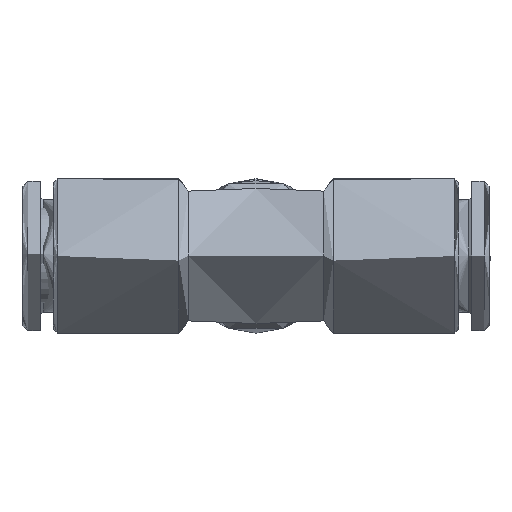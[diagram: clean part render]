
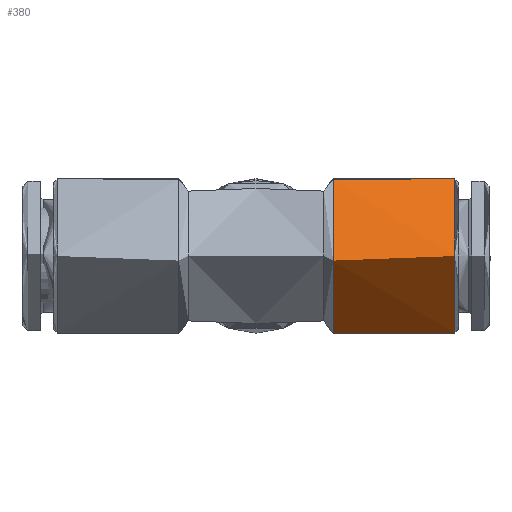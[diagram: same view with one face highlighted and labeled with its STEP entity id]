
A CAD part, front view. The second image highlights one B-rep face of the part: STEP entity #380.
In plain terms, the highlighted cylindrical face has radius 8 mm (diameter 16 mm), a full revolution.
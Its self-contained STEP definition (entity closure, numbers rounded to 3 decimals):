
#380 = ADVANCED_FACE( 'NONE', ( #1336, #1337 ), #1338, .T. );
#1336 = FACE_OUTER_BOUND( '', #9423, .T. );
#1337 = FACE_OUTER_BOUND( '', #9424, .T. );
#1338 = CYLINDRICAL_SURFACE( '', #9425, 8. );
#9423 = EDGE_LOOP( '', ( #17431, #17432, #17433, #17434 ) );
#9424 = EDGE_LOOP( '', ( #17435 ) );
#9425 = AXIS2_PLACEMENT_3D( '', #17436, #17437, #17438 );
#17431 = ORIENTED_EDGE( '', *, *, #20408, .F. );
#17432 = ORIENTED_EDGE( '', *, *, #19594, .F. );
#17433 = ORIENTED_EDGE( '', *, *, #19355, .F. );
#17434 = ORIENTED_EDGE( '', *, *, #20409, .T. );
#17435 = ORIENTED_EDGE( '', *, *, #19436, .T. );
#17436 = CARTESIAN_POINT( '', ( 0., -23., 0.001 ) );
#17437 = DIRECTION( '', ( 1., 0., 0. ) );
#17438 = DIRECTION( '', ( 0., 0.001, -1. ) );
#19355 = EDGE_CURVE( 'NONE', #20895, #20897, #20898, .T. );
#19436 = EDGE_CURVE( 'NONE', #21056, #21056, #21057, .T. );
#19594 = EDGE_CURVE( 'NONE', #20897, #21361, #21362, .T. );
#20408 = EDGE_CURVE( 'NONE', #21361, #22737, #22738, .T. );
#20409 = EDGE_CURVE( 'NONE', #20895, #22737, #22739, .T. );
#20895 = VERTEX_POINT( 'NONE', #24106 );
#20897 = VERTEX_POINT( 'NONE', #24109 );
#20898 = B_SPLINE_CURVE_WITH_KNOTS( '', 3, ( #24110, #24111, #24112, #24113, #24114, #24115, #24116, #24117, #24118, #24119, #24120, #24121, #24122 ), .UNSPECIFIED., .F., .F., ( 4, 1, 1, 1, 1, 1, 1, 1, 1, 1, 4 ), ( 0., 0.062, 0.125, 0.187, 0.249, 0.373, 0.499, 0.624, 0.75, 0.875, 1. ), .UNSPECIFIED. );
#21056 = VERTEX_POINT( '', #24684 );
#21057 = CIRCLE( '', #24685, 8. );
#21361 = VERTEX_POINT( 'NONE', #25775 );
#21362 = ( BOUNDED_CURVE(  )B_SPLINE_CURVE( 3, ( #25778, #25779, #25780, #25781 ), .UNSPECIFIED., .F., .F. )B_SPLINE_CURVE_WITH_KNOTS( ( 4, 4 ), ( 4.487, 4.535 ), .UNSPECIFIED. )CURVE(  )GEOMETRIC_REPRESENTATION_ITEM(  )RATIONAL_B_SPLINE_CURVE( ( 1., 1., 1., 1. ) )REPRESENTATION_ITEM( '' ) );
#22737 = VERTEX_POINT( 'NONE', #31413 );
#22738 = CIRCLE( '', #31414, 8. );
#22739 = ( BOUNDED_CURVE(  )B_SPLINE_CURVE( 3, ( #31417, #31418, #31419, #31420 ), .UNSPECIFIED., .F., .F. )B_SPLINE_CURVE_WITH_KNOTS( ( 4, 4 ), ( 4.487, 4.535 ), .UNSPECIFIED. )CURVE(  )GEOMETRIC_REPRESENTATION_ITEM(  )RATIONAL_B_SPLINE_CURVE( ( 1., 1., 1., 1. ) )REPRESENTATION_ITEM( '' ) );
#24106 = CARTESIAN_POINT( '', ( 10.146, -15.204, 1.795 ) );
#24109 = CARTESIAN_POINT( '', ( 10.146, -15.202, -1.783 ) );
#24110 = CARTESIAN_POINT( '', ( 10.146, -15.204, 1.795 ) );
#24111 = CARTESIAN_POINT( '', ( 10.142, -15.187, 1.722 ) );
#24112 = CARTESIAN_POINT( '', ( 10.134, -15.155, 1.576 ) );
#24113 = CARTESIAN_POINT( '', ( 10.125, -15.114, 1.355 ) );
#24114 = CARTESIAN_POINT( '', ( 10.117, -15.079, 1.133 ) );
#24115 = CARTESIAN_POINT( '', ( 10.108, -15.041, 0.836 ) );
#24116 = CARTESIAN_POINT( '', ( 10.102, -15.009, 0.462 ) );
#24117 = CARTESIAN_POINT( '', ( 10.099, -14.996, 0.011 ) );
#24118 = CARTESIAN_POINT( '', ( 10.102, -15.008, -0.442 ) );
#24119 = CARTESIAN_POINT( '', ( 10.11, -15.046, -0.894 ) );
#24120 = CARTESIAN_POINT( '', ( 10.123, -15.108, -1.342 ) );
#24121 = CARTESIAN_POINT( '', ( 10.138, -15.17, -1.636 ) );
#24122 = CARTESIAN_POINT( '', ( 10.146, -15.202, -1.783 ) );
#24684 = CARTESIAN_POINT( '', ( 20.6, -22.995, -7.999 ) );
#24685 = AXIS2_PLACEMENT_3D( '', #33108, #33109, #33110 );
#25775 = CARTESIAN_POINT( '', ( 8., -15.124, -1.405 ) );
#25778 = CARTESIAN_POINT( '', ( 10.146, -15.202, -1.783 ) );
#25779 = CARTESIAN_POINT( '', ( 9.434, -15.173, -1.658 ) );
#25780 = CARTESIAN_POINT( '', ( 8.719, -15.147, -1.532 ) );
#25781 = CARTESIAN_POINT( '', ( 8., -15.124, -1.405 ) );
#31413 = CARTESIAN_POINT( '', ( 8., -15.126, 1.416 ) );
#31414 = AXIS2_PLACEMENT_3D( '', #33936, #33937, #33938 );
#31417 = CARTESIAN_POINT( '', ( 10.146, -15.204, 1.795 ) );
#31418 = CARTESIAN_POINT( '', ( 9.434, -15.175, 1.669 ) );
#31419 = CARTESIAN_POINT( '', ( 8.719, -15.149, 1.543 ) );
#31420 = CARTESIAN_POINT( '', ( 8., -15.126, 1.416 ) );
#33108 = CARTESIAN_POINT( '', ( 20.6, -23., 0.001 ) );
#33109 = DIRECTION( '', ( -1., 0., 0. ) );
#33110 = DIRECTION( '', ( 0., 0.001, -1. ) );
#33936 = CARTESIAN_POINT( '', ( 8., -23., 0.001 ) );
#33937 = DIRECTION( '', ( -1., 0., 0. ) );
#33938 = DIRECTION( '', ( 0., 0.001, -1. ) );
